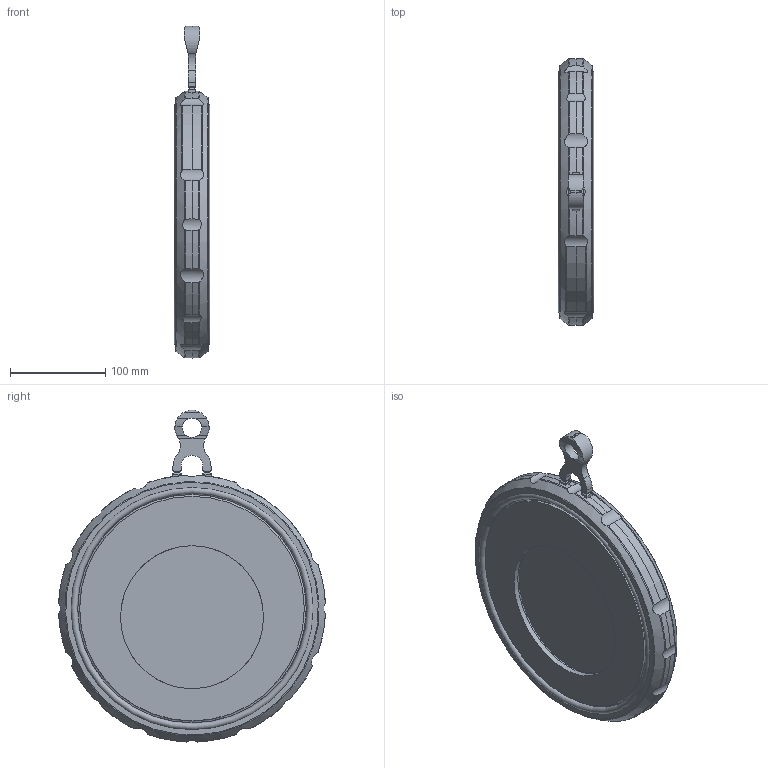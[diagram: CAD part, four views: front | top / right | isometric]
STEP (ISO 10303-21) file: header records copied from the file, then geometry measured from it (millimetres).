
FILE_DESCRIPTION((''),'2;1');
FILE_NAME('PV30091F200.stp','2022-02-18T11:14:36',('RL'),(''),'Autodesk Inventor 2012','Autodesk Inventor 2012','');
FILE_SCHEMA(('AUTOMOTIVE_DESIGN { 1 0 10303 214 1 1 1 1 }'));
Length unit declared in the file: millimetre
Products named in the file (1): PV30091F200
Bounding box: 37.56 x 279.74 x 348.17 mm (x, y, z)
Volume: 1595748.3 mm3; surface area: 212754.4 mm2
Topology: 1 solids, 1 shells, 344 faces, 1069 edges, 722 vertices
Faces by surface type: plane 130, cylinder 109, torus 60, cone 45
Full cylindrical faces by diameter (mm): 1.98 x2, 2 x3, 14 x2, 15 x2, 20.2 x1, 150 x1, 235.5 x2, 245.5 x2
Entity records: 13907 total; most frequent: CARTESIAN_POINT 4443, ORIENTED_EDGE 2060, DIRECTION 1743, EDGE_CURVE 1030, VERTEX_POINT 712, AXIS2_PLACEMENT_3D 676, VECTOR 391, LINE 391
